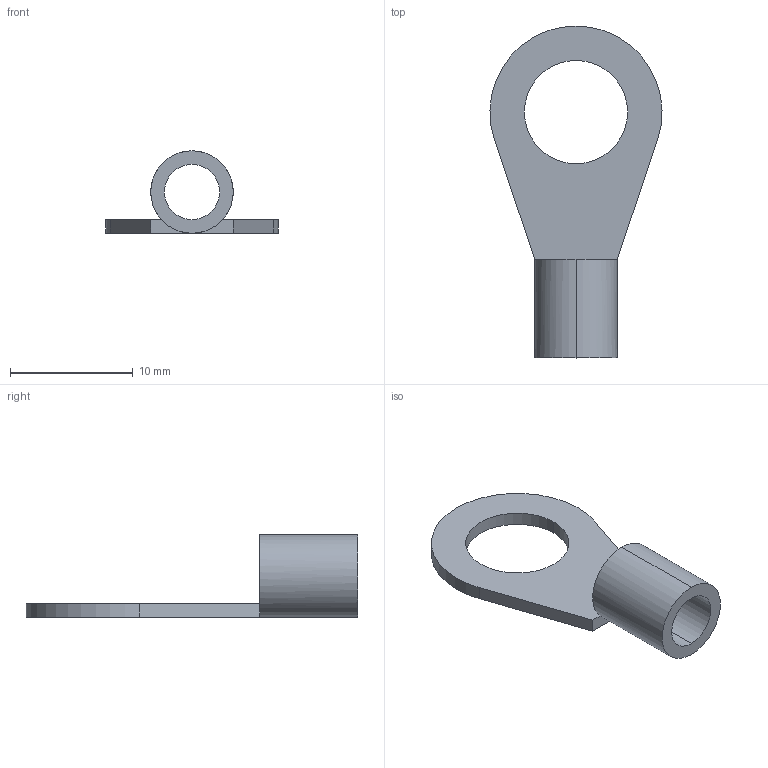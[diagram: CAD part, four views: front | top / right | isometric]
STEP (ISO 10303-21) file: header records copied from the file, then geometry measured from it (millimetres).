
FILE_DESCRIPTION(('Creo Elements/Direct Modeling STEP Export'),'2;1');
FILE_NAME('model.stp','2017-10-18T 7:21:35',(''),(''),'Creo Elements/Direct Modeling STEP processor for AP214 (Solid Model)','Creo Elements/Direct Modeling 18.1I 14-Aug-2016 (C) Parametric Technology GmbH','');
FILE_SCHEMA(('AUTOMOTIVE_DESIGN { 1 0 10303 214 1 1 1 1 }'));
Length unit declared in the file: millimetre
Products named in the file (2): C_RC_10_M8_DIN-select
Assembly tree (1 placements, depth 2):
  C_RC_10_M8_DIN-select
    C_RC_10_M8_DIN-select
Bounding box: 14 x 27 x 6.7 mm (x, y, z)
Volume: 319.6 mm3; surface area: 700.5 mm2
Topology: 1 solids, 1 shells, 15 faces, 36 edges, 22 vertices
Faces by surface type: plane 8, cylinder 7
Entity records: 559 total; most frequent: ORIENTED_EDGE 72, DIRECTION 67, CARTESIAN_POINT 64, EDGE_CURVE 36, AXIS2_PLACEMENT_3D 25, VERTEX_POINT 22, EDGE_LOOP 18, VECTOR 17
